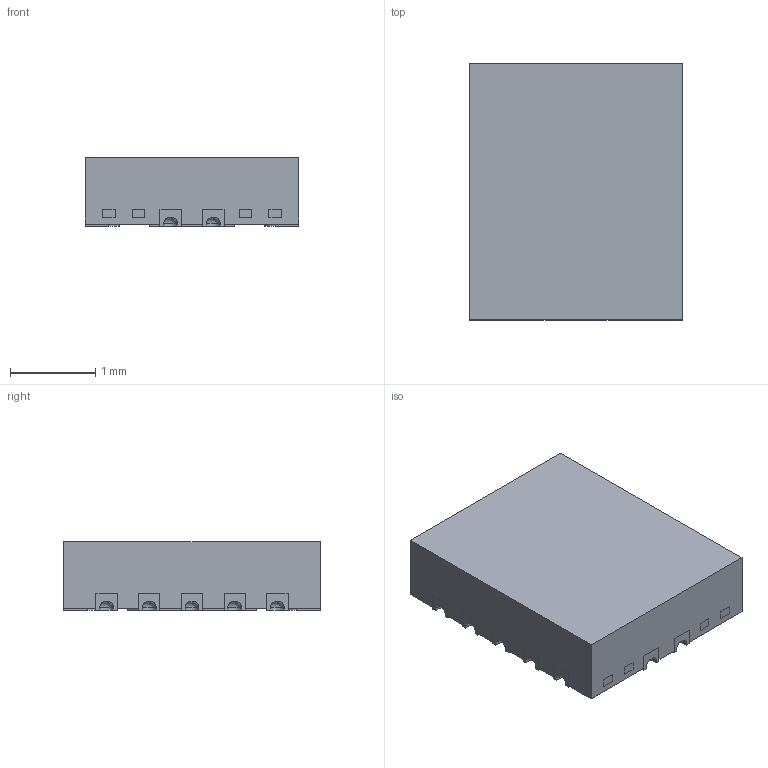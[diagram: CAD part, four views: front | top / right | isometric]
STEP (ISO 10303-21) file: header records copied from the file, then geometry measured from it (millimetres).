
FILE_DESCRIPTION((''),'2;1');
FILE_NAME('BQA0014B_ASM','2021-09-07T10:38:59',('a0412086'),(''),'CREO PARAMETRIC BY PTC INC, 2018500','CREO PARAMETRIC BY PTC INC, 2018500','');
FILE_SCHEMA(('CONFIG_CONTROL_DESIGN','SHAPE_APPEARANCE_LAYERS_GROUPS'));
Length unit declared in the file: millimetre
Products named in the file (4): FRAME; BODY; PIN1_AREA; BQA0014B_ASM
Assembly tree (3 placements, depth 2):
  BQA0014B_ASM
    FRAME
    BODY
    PIN1_AREA
Bounding box: 2.5 x 3 x 0.8 mm (x, y, z)
Volume: 5.9 mm3; surface area: 37.1 mm2
Topology: 24 solids, 24 shells, 401 faces, 1004 edges, 660 vertices
Faces by surface type: plane 289, cylinder 98, bspline 14
Entity records: 15650 total; most frequent: CARTESIAN_POINT 2450, ORIENTED_EDGE 2008, DIRECTION 2002, PRESENTATION_STYLE_ASSIGNMENT 1051, STYLED_ITEM 1029, CURVE_STYLE 1004, EDGE_CURVE 1004, VECTOR 794
